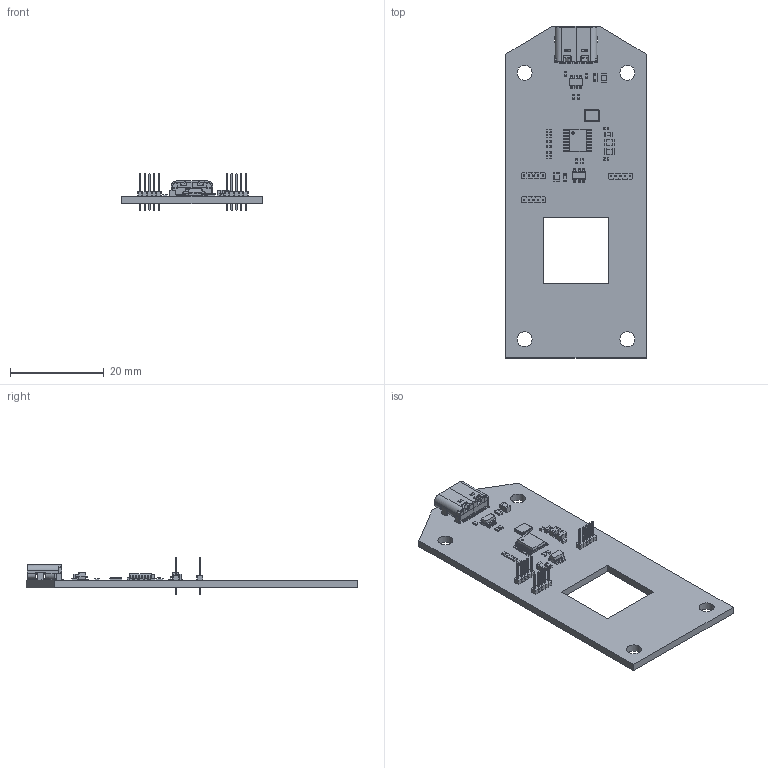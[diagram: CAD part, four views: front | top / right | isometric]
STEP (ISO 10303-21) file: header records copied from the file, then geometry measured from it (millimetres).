
FILE_DESCRIPTION(('KiCad electronic assembly'),'2;1');
FILE_NAME('camera_360.step','2024-11-22T23:16:46',('Pcbnew'),('Kicad'), 'Open CASCADE STEP processor 7.8','KiCad to STEP converter','Unknown' );
FILE_SCHEMA(('AUTOMOTIVE_DESIGN { 1 0 10303 214 1 1 1 1 }'));
Length unit declared in the file: millimetre
Products named in the file (22): camera_360 1; C_0805_2012Metric; R_0603_1608Metric; PinHeader_1x05_P1.00mm_Vertical; PinHeader_1x05_P100mm_Vertical; R_0402_1005Metric; USB_C_Receptacle_GCT_USB4105-xx-A_16P_TopMnt_Horizontal; USB_C_Receptacle_16P_TopMnt_Horizontal_GCT_USB4105-xx-A; C_0402_1005Metric; SOT-23-6; SOT_23_6; QSOP-16_3.9x4.9mm_P0.635mm; QSOP_16_39x49mm_P0635mm; C_0603_1608Metric; Crystal_SMD_3225-4Pin_3.2x2.5mm; _autosave-camera_360_PCB
Assembly tree (40 placements, depth 3):
  camera_360 1
    C_0805_2012Metric  x4
      C_0805_2012Metric
    R_0603_1608Metric  x2
      R_0603_1608Metric
    PinHeader_1x05_P1.00mm_Vertical  x3
      PinHeader_1x05_P100mm_Vertical
    R_0402_1005Metric  x12
      R_0402_1005Metric
    USB_C_Receptacle_GCT_USB4105-xx-A_16P_TopMnt_Horizontal
      USB_C_Receptacle_16P_TopMnt_Horizontal_GCT_USB4105-xx-A
    C_0402_1005Metric  x2
      C_0402_1005Metric
    SOT-23-6  x2
      SOT_23_6
    QSOP-16_3.9x4.9mm_P0.635mm
      QSOP_16_39x49mm_P0635mm
    C_0603_1608Metric
      C_0603_1608Metric
    Crystal_SMD_3225-4Pin_3.2x2.5mm
      Crystal_SMD_3225-4Pin_3.2x2.5mm
    _autosave-camera_360_PCB
Bounding box: 30 x 71 x 7.8 mm (x, y, z)
Volume: 3141.3 mm3; surface area: 5192.3 mm2
Topology: 65 solids, 65 shells, 2164 faces, 5491 edges, 3494 vertices
Faces by surface type: plane 1578, cylinder 490, bspline 88, cone 8
Full cylindrical faces by diameter (mm): 0.5 x18, 0.65 x2, 3.2 x4
Entity records: 50694 total; most frequent: CARTESIAN_POINT 7422, ORIENTED_EDGE 6954, DIRECTION 6769, EDGE_CURVE 3477, LINE 2767, VECTOR 2767, VERTEX_POINT 2210, AXIS2_PLACEMENT_3D 2001
